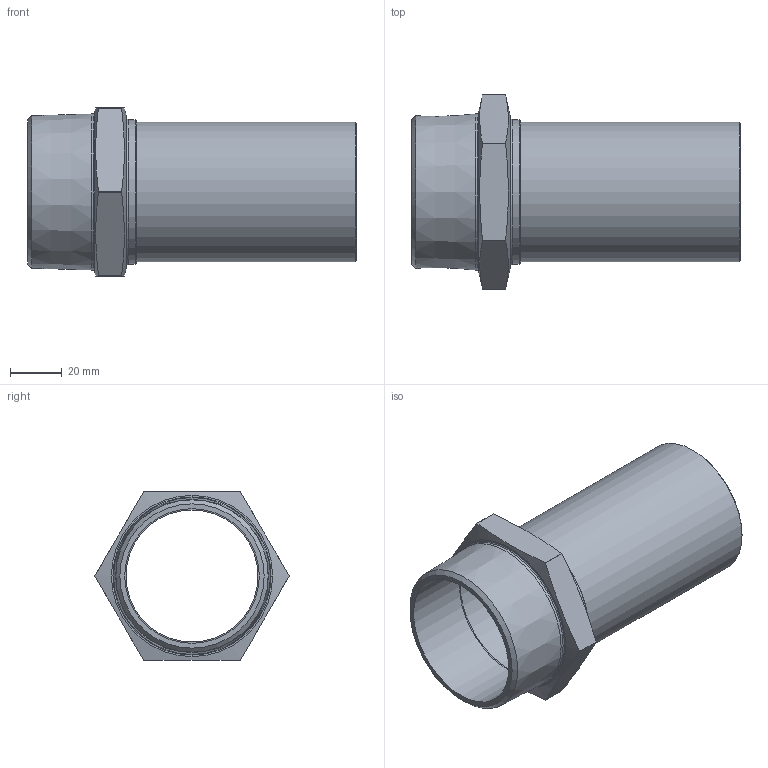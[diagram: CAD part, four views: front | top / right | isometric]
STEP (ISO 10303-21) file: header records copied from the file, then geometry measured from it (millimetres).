
FILE_DESCRIPTION(/* description */ ('RACCORDO A SALDARE MASCHIO 2"x54 INOXPRES '),/* implementation_level */ '2;1');
FILE_NAME(/* name */ '269200154_Inoxpres.stp',/* time_stamp */ '2022-10-13T08:55:01+02:00',/* author */ ('Vault'),/* organization */ ('Raccorderie metalliche s.p.a. '),/* preprocessor_version */ 'ST-DEVELOPER v18.1',/* originating_system */ 'Autodesk Inventor 2020',/* authorisation */ 'Raccorderie metalliche s.p.a. ');
FILE_SCHEMA (('AUTOMOTIVE_DESIGN { 1 0 10303 214 3 1 1 }'));
Length unit declared in the file: millimetre
Products named in the file (1): 269200154_Inoxpres
Bounding box: 127 x 75 x 65 mm (x, y, z)
Volume: 55719.4 mm3; surface area: 45784.3 mm2
Topology: 2 solids, 2 shells, 35 faces, 90 edges, 61 vertices
Faces by surface type: plane 12, cylinder 12, cone 9, torus 2
Full cylindrical faces by diameter (mm): 51 x1, 52 x1, 53 x1, 54 x1, 56 x1, 60.3 x1
Entity records: 1131 total; most frequent: CARTESIAN_POINT 215, DIRECTION 197, ORIENTED_EDGE 180, EDGE_CURVE 90, AXIS2_PLACEMENT_3D 85, VERTEX_POINT 61, CIRCLE 49, EDGE_LOOP 41
